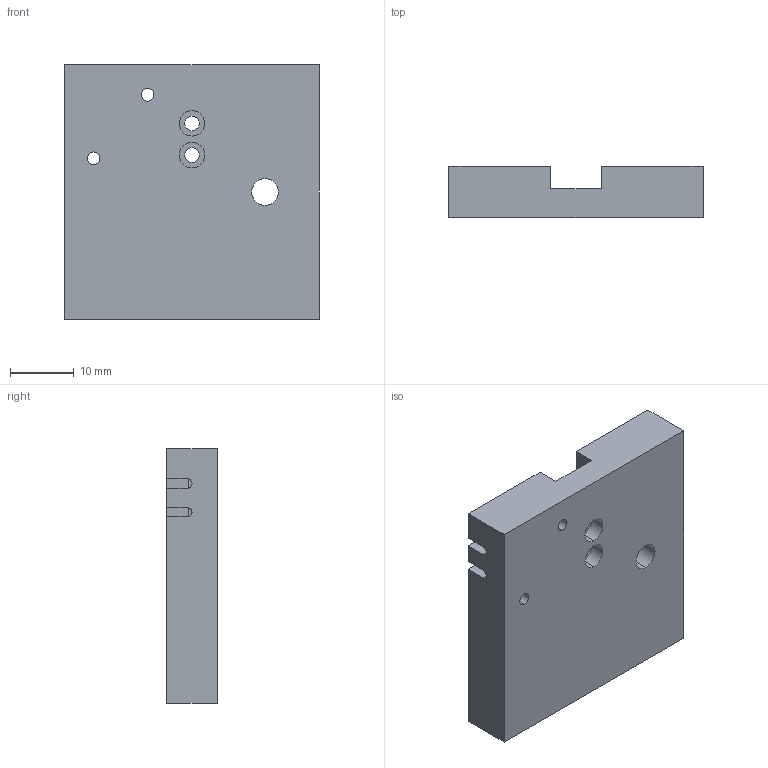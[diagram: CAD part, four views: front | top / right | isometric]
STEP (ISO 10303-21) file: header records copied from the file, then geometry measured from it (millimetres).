
FILE_DESCRIPTION (( 'STEP AP203' ), '1' );
FILE_NAME ('XYTable_X.STEP', '2025-07-30T09:23:23', ( '' ), ( '' ), 'SwSTEP 2.0', 'SolidWorks 2025', '' );
FILE_SCHEMA (( 'CONFIG_CONTROL_DESIGN' ));
Length unit declared in the file: millimetre
Products named in the file (1): XYTable_X
Bounding box: 40 x 8 x 40 mm (x, y, z)
Volume: 10133 mm3; surface area: 5219.5 mm2
Topology: 1 solids, 1 shells, 53 faces, 142 edges, 94 vertices
Faces by surface type: plane 31, cylinder 22
Entity records: 1763 total; most frequent: DIRECTION 296, CARTESIAN_POINT 290, ORIENTED_EDGE 284, EDGE_CURVE 142, AXIS2_PLACEMENT_3D 100, VECTOR 96, LINE 96, VERTEX_POINT 94
